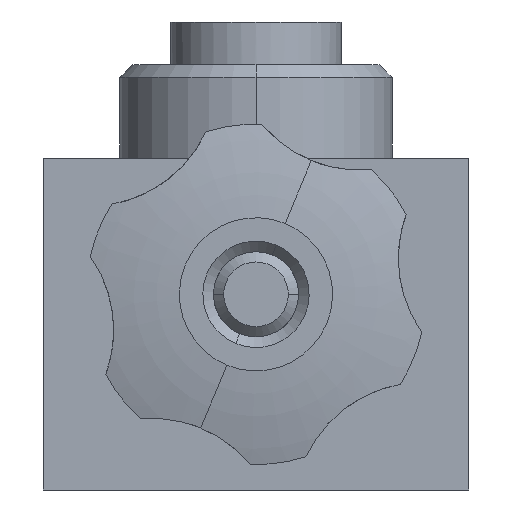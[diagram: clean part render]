
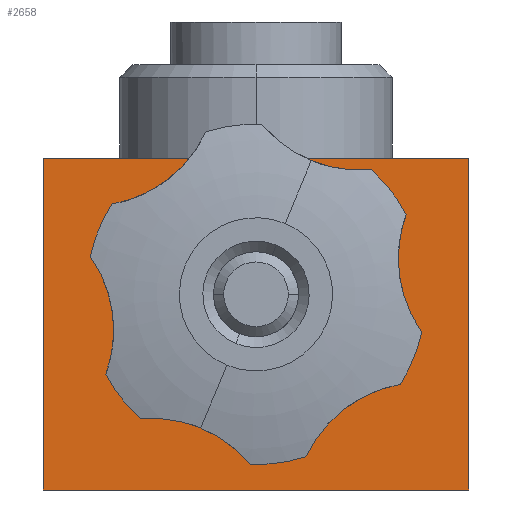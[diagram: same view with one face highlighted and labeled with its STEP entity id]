
A CAD part, left-side view. The second image highlights one B-rep face of the part: STEP entity #2658.
In plain terms, the highlighted planar face has unit normal (-1, 0, 0).
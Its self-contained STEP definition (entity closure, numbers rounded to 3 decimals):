
#149 = PLANE ( 'NONE',  #2506 ) ;
#194 = EDGE_LOOP ( 'NONE', ( #1609, #1480, #809, #1754 ) ) ;
#262 = EDGE_CURVE ( 'NONE', #987, #1735, #1518, .T. ) ;
#290 = EDGE_CURVE ( 'NONE', #1241, #945, #863, .T. ) ;
#429 = FACE_OUTER_BOUND ( 'NONE', #194, .T. ) ;
#453 = AXIS2_PLACEMENT_3D ( 'NONE', #834, #1920, #3081 ) ;
#515 = CARTESIAN_POINT ( 'NONE',  ( -35., 40., 39. ) ) ;
#595 = DIRECTION ( 'NONE',  ( 0., -1., 0. ) ) ;
#711 = CARTESIAN_POINT ( 'NONE',  ( -35., 40., 0. ) ) ;
#718 = LINE ( 'NONE', #1595, #3318 ) ;
#725 = ORIENTED_EDGE ( 'NONE', *, *, #262, .F. ) ;
#732 = DIRECTION ( 'NONE',  ( 1., 0., 0. ) ) ;
#809 = ORIENTED_EDGE ( 'NONE', *, *, #1559, .F. ) ;
#834 = CARTESIAN_POINT ( 'NONE',  ( -35., 15., 23. ) ) ;
#863 = LINE ( 'NONE', #3048, #3361 ) ;
#939 = DIRECTION ( 'NONE',  ( 0., 0., 1. ) ) ;
#945 = VERTEX_POINT ( 'NONE', #2031 ) ;
#987 = VERTEX_POINT ( 'NONE', #2656 ) ;
#1028 = VERTEX_POINT ( 'NONE', #2111 ) ;
#1072 = CIRCLE ( 'NONE', #453, 8. ) ;
#1116 = DIRECTION ( 'NONE',  ( 0., -1., 0. ) ) ;
#1237 = VECTOR ( 'NONE', #1815, 1000. ) ;
#1241 = VERTEX_POINT ( 'NONE', #711 ) ;
#1251 = CARTESIAN_POINT ( 'NONE',  ( -35., 40., 39. ) ) ;
#1474 = ORIENTED_EDGE ( 'NONE', *, *, #2501, .F. ) ;
#1480 = ORIENTED_EDGE ( 'NONE', *, *, #3502, .F. ) ;
#1494 = FACE_BOUND ( 'NONE', #2905, .T. ) ;
#1518 = CIRCLE ( 'NONE', #3487, 8. ) ;
#1559 = EDGE_CURVE ( 'NONE', #1797, #1028, #1654, .T. ) ;
#1595 = CARTESIAN_POINT ( 'NONE',  ( -35., -10., 39. ) ) ;
#1609 = ORIENTED_EDGE ( 'NONE', *, *, #290, .T. ) ;
#1630 = VECTOR ( 'NONE', #1116, 1000. ) ;
#1654 = LINE ( 'NONE', #3344, #1630 ) ;
#1721 = CARTESIAN_POINT ( 'NONE',  ( -35., 11.945, 30.394 ) ) ;
#1735 = VERTEX_POINT ( 'NONE', #1721 ) ;
#1754 = ORIENTED_EDGE ( 'NONE', *, *, #1825, .T. ) ;
#1797 = VERTEX_POINT ( 'NONE', #515 ) ;
#1814 = DIRECTION ( 'NONE',  ( -1., 0., 0. ) ) ;
#1815 = DIRECTION ( 'NONE',  ( 0., 0., -1. ) ) ;
#1825 = EDGE_CURVE ( 'NONE', #1797, #1241, #1835, .T. ) ;
#1835 = LINE ( 'NONE', #2398, #1237 ) ;
#1920 = DIRECTION ( 'NONE',  ( -1., 0., 0. ) ) ;
#2031 = CARTESIAN_POINT ( 'NONE',  ( -35., -10., 0. ) ) ;
#2111 = CARTESIAN_POINT ( 'NONE',  ( -35., -10., 39. ) ) ;
#2113 = DIRECTION ( 'NONE',  ( 0., 0., -1. ) ) ;
#2115 = CARTESIAN_POINT ( 'NONE',  ( -35., 15., 23. ) ) ;
#2398 = CARTESIAN_POINT ( 'NONE',  ( -35., 40., 39. ) ) ;
#2501 = EDGE_CURVE ( 'NONE', #1735, #987, #1072, .T. ) ;
#2506 = AXIS2_PLACEMENT_3D ( 'NONE', #1251, #732, #939 ) ;
#2656 = CARTESIAN_POINT ( 'NONE',  ( -35., 18.055, 15.606 ) ) ;
#2658 = ADVANCED_FACE ( 'NONE', ( #429, #1494 ), #149, .F. ) ;
#2905 = EDGE_LOOP ( 'NONE', ( #1474, #725 ) ) ;
#3048 = CARTESIAN_POINT ( 'NONE',  ( -35., 40., 0. ) ) ;
#3081 = DIRECTION ( 'NONE',  ( 0., 0., 1. ) ) ;
#3318 = VECTOR ( 'NONE', #2113, 1000. ) ;
#3344 = CARTESIAN_POINT ( 'NONE',  ( -35., 40., 39. ) ) ;
#3361 = VECTOR ( 'NONE', #595, 1000. ) ;
#3474 = DIRECTION ( 'NONE',  ( 0., 0., 1. ) ) ;
#3487 = AXIS2_PLACEMENT_3D ( 'NONE', #2115, #1814, #3474 ) ;
#3502 = EDGE_CURVE ( 'NONE', #1028, #945, #718, .T. ) ;
